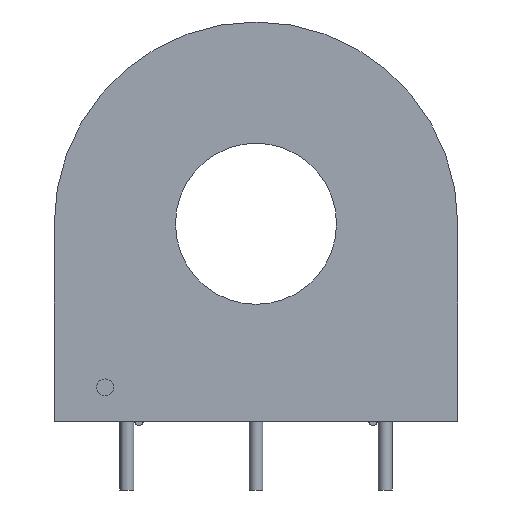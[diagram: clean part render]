
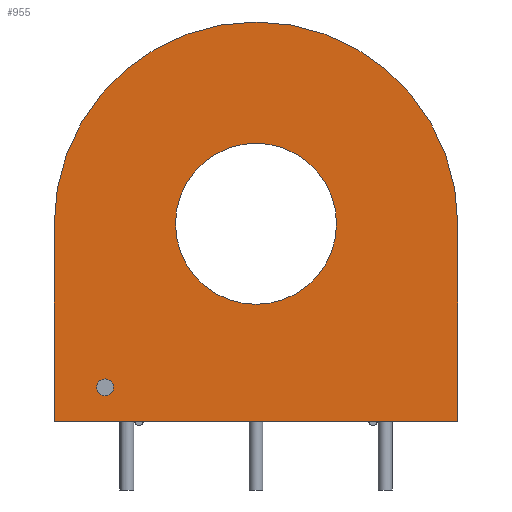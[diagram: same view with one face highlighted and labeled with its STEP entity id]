
A CAD part, front view. The second image highlights one B-rep face of the part: STEP entity #955.
In plain terms, the highlighted planar face has unit normal (0, -1, 0).
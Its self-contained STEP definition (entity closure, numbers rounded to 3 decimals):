
#693=CARTESIAN_POINT('',(-4.75,-5.56,11.9));
#694=VERTEX_POINT('',#693);
#703=CARTESIAN_POINT('',(4.75,-5.56,11.9));
#704=VERTEX_POINT('',#703);
#705=CARTESIAN_POINT('',(0.,-5.56,11.9));
#706=DIRECTION('',(0.0,1.0,0.0));
#707=DIRECTION('',(-1.0,0.0,0.0));
#708=AXIS2_PLACEMENT_3D('',#705,#706,#707);
#709=CIRCLE('',#708,4.75);
#710=EDGE_CURVE('',#704,#694,#709,.T.);
#737=CARTESIAN_POINT('',(-8.4,-5.56,2.25));
#738=VERTEX_POINT('',#737);
#754=CARTESIAN_POINT('',(-9.4,-5.56,2.25));
#755=VERTEX_POINT('',#754);
#762=CARTESIAN_POINT('',(-8.9,-5.56,2.25));
#763=DIRECTION('',(0.0,1.0,0.0));
#764=DIRECTION('',(1.0,0.0,0.0));
#765=AXIS2_PLACEMENT_3D('',#762,#763,#764);
#766=CIRCLE('',#765,0.5);
#767=EDGE_CURVE('',#738,#755,#766,.T.);
#778=CARTESIAN_POINT('',(-8.9,-5.56,2.25));
#779=DIRECTION('',(0.0,1.0,0.0));
#780=DIRECTION('',(1.0,0.0,0.0));
#781=AXIS2_PLACEMENT_3D('',#778,#779,#780);
#782=CIRCLE('',#781,0.5);
#783=EDGE_CURVE('',#755,#738,#782,.T.);
#813=CARTESIAN_POINT('',(11.9,-5.56,11.9));
#814=VERTEX_POINT('',#813);
#821=CARTESIAN_POINT('',(11.9,-5.56,0.25));
#822=VERTEX_POINT('',#821);
#823=CARTESIAN_POINT('',(11.9,-5.56,0.25));
#824=DIRECTION('',(0.0,0.0,1.0));
#825=VECTOR('',#824,11.65);
#826=LINE('',#823,#825);
#827=EDGE_CURVE('',#822,#814,#826,.T.);
#893=CARTESIAN_POINT('',(-11.9,-5.56,11.9));
#894=VERTEX_POINT('',#893);
#902=CARTESIAN_POINT('',(-11.9,-5.56,0.25));
#903=VERTEX_POINT('',#902);
#910=CARTESIAN_POINT('',(-11.9,-5.56,0.25));
#911=DIRECTION('',(0.0,0.0,1.0));
#912=VECTOR('',#911,11.65);
#913=LINE('',#910,#912);
#914=EDGE_CURVE('',#903,#894,#913,.T.);
#919=CARTESIAN_POINT('',(0.,-5.56,11.9));
#920=DIRECTION('',(0.0,1.0,0.0));
#921=DIRECTION('',(0.0,0.0,1.0));
#922=AXIS2_PLACEMENT_3D('',#919,#920,#921);
#923=PLANE('',#922);
#924=CARTESIAN_POINT('',(0.,-5.56,11.9));
#925=DIRECTION('',(0.0,1.0,0.0));
#926=DIRECTION('',(-1.0,0.0,0.0));
#927=AXIS2_PLACEMENT_3D('',#924,#925,#926);
#928=CIRCLE('',#927,11.9);
#929=EDGE_CURVE('',#894,#814,#928,.T.);
#930=ORIENTED_EDGE('',*,*,#929,.F.);
#931=ORIENTED_EDGE('',*,*,#914,.F.);
#932=CARTESIAN_POINT('',(11.9,-5.56,0.25));
#933=DIRECTION('',(-1.0,0.0,0.0));
#934=VECTOR('',#933,23.8);
#935=LINE('',#932,#934);
#936=EDGE_CURVE('',#822,#903,#935,.T.);
#937=ORIENTED_EDGE('',*,*,#936,.F.);
#938=ORIENTED_EDGE('',*,*,#827,.T.);
#939=EDGE_LOOP('',(#930,#931,#937,#938));
#940=FACE_OUTER_BOUND('',#939,.T.);
#941=ORIENTED_EDGE('',*,*,#767,.T.);
#942=ORIENTED_EDGE('',*,*,#783,.T.);
#943=EDGE_LOOP('',(#941,#942));
#944=FACE_BOUND('',#943,.T.);
#945=CARTESIAN_POINT('',(0.,-5.56,11.9));
#946=DIRECTION('',(0.0,1.0,0.0));
#947=DIRECTION('',(-1.0,0.0,0.0));
#948=AXIS2_PLACEMENT_3D('',#945,#946,#947);
#949=CIRCLE('',#948,4.75);
#950=EDGE_CURVE('',#694,#704,#949,.T.);
#951=ORIENTED_EDGE('',*,*,#950,.T.);
#952=ORIENTED_EDGE('',*,*,#710,.T.);
#953=EDGE_LOOP('',(#951,#952));
#954=FACE_BOUND('',#953,.T.);
#955=ADVANCED_FACE('',(#940,#944,#954),#923,.F.);
